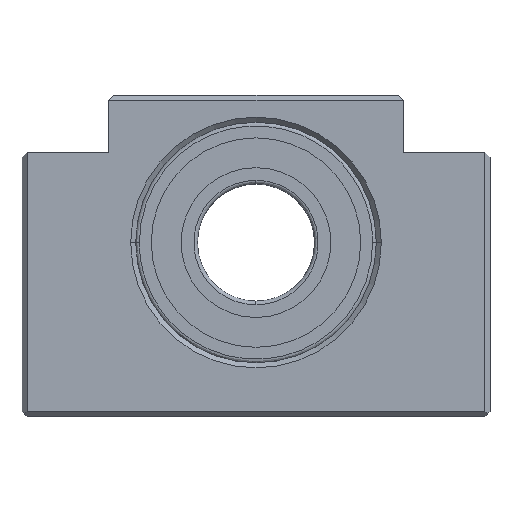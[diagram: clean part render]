
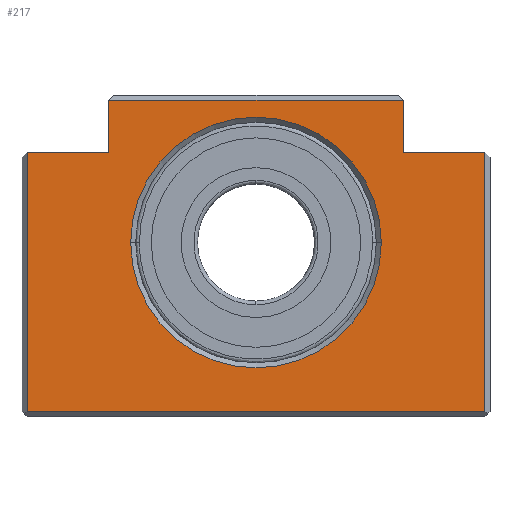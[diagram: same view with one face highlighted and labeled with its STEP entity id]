
A CAD part, top view. The second image highlights one B-rep face of the part: STEP entity #217.
In plain terms, the highlighted planar face has unit normal (0, 0, 1).
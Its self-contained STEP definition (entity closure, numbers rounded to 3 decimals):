
#88 = LINE ( 'NONE', #3469, #105 ) ;
#105 = VECTOR ( 'NONE', #3072, 1000. ) ;
#134 = LINE ( 'NONE', #3516, #2494 ) ;
#138 = VERTEX_POINT ( 'NONE', #2671 ) ;
#178 = CARTESIAN_POINT ( 'NONE',  ( 0., 0., 0. ) ) ;
#217 = ADVANCED_FACE ( 'NONE', ( #2084, #1887 ), #566, .F. ) ;
#231 = VERTEX_POINT ( 'NONE', #1235 ) ;
#252 = EDGE_CURVE ( 'NONE', #3287, #1062, #1226, .T. ) ;
#320 = EDGE_CURVE ( 'NONE', #881, #1628, #2039, .T. ) ;
#347 = EDGE_CURVE ( 'NONE', #1062, #3287, #374, .T. ) ;
#374 = CIRCLE ( 'NONE', #1225, 37.5 ) ;
#379 = DIRECTION ( 'NONE',  ( 1., 0., 0. ) ) ;
#487 = DIRECTION ( 'NONE',  ( -1., 0., 0. ) ) ;
#498 = EDGE_CURVE ( 'NONE', #138, #231, #134, .T. ) ;
#555 = VECTOR ( 'NONE', #1260, 1000. ) ;
#566 = PLANE ( 'NONE',  #2382 ) ;
#702 = ORIENTED_EDGE ( 'NONE', *, *, #347, .T. ) ;
#759 = CARTESIAN_POINT ( 'NONE',  ( 68.5, -50.5, 0. ) ) ;
#859 = VERTEX_POINT ( 'NONE', #3577 ) ;
#873 = CARTESIAN_POINT ( 'NONE',  ( -42.5, 42.5, 0. ) ) ;
#881 = VERTEX_POINT ( 'NONE', #1254 ) ;
#885 = EDGE_CURVE ( 'NONE', #231, #3291, #1641, .T. ) ;
#945 = VERTEX_POINT ( 'NONE', #3691 ) ;
#1035 = VECTOR ( 'NONE', #2540, 1000. ) ;
#1062 = VERTEX_POINT ( 'NONE', #1096 ) ;
#1096 = CARTESIAN_POINT ( 'NONE',  ( -37.5, 0., 0. ) ) ;
#1144 = LINE ( 'NONE', #759, #1189 ) ;
#1189 = VECTOR ( 'NONE', #379, 1000. ) ;
#1225 = AXIS2_PLACEMENT_3D ( 'NONE', #3007, #2248, #1858 ) ;
#1226 = CIRCLE ( 'NONE', #3347, 37.5 ) ;
#1235 = CARTESIAN_POINT ( 'NONE',  ( 44., 42.5, 0. ) ) ;
#1254 = CARTESIAN_POINT ( 'NONE',  ( -44., 27., 0. ) ) ;
#1260 = DIRECTION ( 'NONE',  ( -1., 0., 0. ) ) ;
#1448 = EDGE_LOOP ( 'NONE', ( #2859, #2027, #3405, #3699, #3197, #2988, #1816, #3607 ) ) ;
#1568 = CARTESIAN_POINT ( 'NONE',  ( 68.5, -50.5, 0. ) ) ;
#1608 = CARTESIAN_POINT ( 'NONE',  ( -68.5, 27., 0. ) ) ;
#1628 = VERTEX_POINT ( 'NONE', #1608 ) ;
#1641 = LINE ( 'NONE', #873, #1870 ) ;
#1646 = CARTESIAN_POINT ( 'NONE',  ( -68.5, 27., 0. ) ) ;
#1816 = ORIENTED_EDGE ( 'NONE', *, *, #885, .T. ) ;
#1858 = DIRECTION ( 'NONE',  ( -1., 0., 0. ) ) ;
#1870 = VECTOR ( 'NONE', #487, 1000. ) ;
#1887 = FACE_OUTER_BOUND ( 'NONE', #1448, .T. ) ;
#1936 = EDGE_LOOP ( 'NONE', ( #2176, #702 ) ) ;
#2015 = DIRECTION ( 'NONE',  ( 0., -1., 0. ) ) ;
#2016 = EDGE_CURVE ( 'NONE', #3291, #881, #2772, .T. ) ;
#2027 = ORIENTED_EDGE ( 'NONE', *, *, #2572, .T. ) ;
#2039 = LINE ( 'NONE', #1646, #555 ) ;
#2084 = FACE_BOUND ( 'NONE', #1936, .T. ) ;
#2168 = DIRECTION ( 'NONE',  ( 0., -1., 0. ) ) ;
#2176 = ORIENTED_EDGE ( 'NONE', *, *, #252, .T. ) ;
#2183 = VECTOR ( 'NONE', #2015, 1000. ) ;
#2222 = DIRECTION ( 'NONE',  ( -1., 0., 0. ) ) ;
#2248 = DIRECTION ( 'NONE',  ( 0., 0., -1. ) ) ;
#2382 = AXIS2_PLACEMENT_3D ( 'NONE', #178, #3560, #3171 ) ;
#2402 = CARTESIAN_POINT ( 'NONE',  ( -44., 42.5, 0. ) ) ;
#2494 = VECTOR ( 'NONE', #3124, 1000. ) ;
#2540 = DIRECTION ( 'NONE',  ( 0., 1., 0. ) ) ;
#2563 = CARTESIAN_POINT ( 'NONE',  ( -68.5, -50.5, 0. ) ) ;
#2572 = EDGE_CURVE ( 'NONE', #1628, #859, #2937, .T. ) ;
#2607 = DIRECTION ( 'NONE',  ( 0., 0., -1. ) ) ;
#2647 = CARTESIAN_POINT ( 'NONE',  ( -44., 42.5, 0. ) ) ;
#2671 = CARTESIAN_POINT ( 'NONE',  ( 44., 27., 0. ) ) ;
#2772 = LINE ( 'NONE', #2402, #2183 ) ;
#2803 = EDGE_CURVE ( 'NONE', #859, #3565, #1144, .T. ) ;
#2859 = ORIENTED_EDGE ( 'NONE', *, *, #320, .T. ) ;
#2916 = CARTESIAN_POINT ( 'NONE',  ( 68.5, 25.5, 0. ) ) ;
#2937 = LINE ( 'NONE', #2563, #3309 ) ;
#2984 = CARTESIAN_POINT ( 'NONE',  ( 0., 0., 0. ) ) ;
#2988 = ORIENTED_EDGE ( 'NONE', *, *, #498, .T. ) ;
#3007 = CARTESIAN_POINT ( 'NONE',  ( 0., 0., 0. ) ) ;
#3072 = DIRECTION ( 'NONE',  ( -1., 0., 0. ) ) ;
#3124 = DIRECTION ( 'NONE',  ( 0., 1., 0. ) ) ;
#3171 = DIRECTION ( 'NONE',  ( -1., 0., 0. ) ) ;
#3197 = ORIENTED_EDGE ( 'NONE', *, *, #3443, .T. ) ;
#3231 = EDGE_CURVE ( 'NONE', #3565, #945, #3306, .T. ) ;
#3287 = VERTEX_POINT ( 'NONE', #3423 ) ;
#3291 = VERTEX_POINT ( 'NONE', #2647 ) ;
#3306 = LINE ( 'NONE', #2916, #1035 ) ;
#3309 = VECTOR ( 'NONE', #2168, 1000. ) ;
#3347 = AXIS2_PLACEMENT_3D ( 'NONE', #2984, #2607, #2222 ) ;
#3405 = ORIENTED_EDGE ( 'NONE', *, *, #2803, .T. ) ;
#3423 = CARTESIAN_POINT ( 'NONE',  ( 37.5, 0., 0. ) ) ;
#3443 = EDGE_CURVE ( 'NONE', #945, #138, #88, .T. ) ;
#3469 = CARTESIAN_POINT ( 'NONE',  ( 44., 27., 0. ) ) ;
#3516 = CARTESIAN_POINT ( 'NONE',  ( 44., 42.5, 0. ) ) ;
#3560 = DIRECTION ( 'NONE',  ( 0., 0., -1. ) ) ;
#3565 = VERTEX_POINT ( 'NONE', #1568 ) ;
#3577 = CARTESIAN_POINT ( 'NONE',  ( -68.5, -50.5, 0. ) ) ;
#3607 = ORIENTED_EDGE ( 'NONE', *, *, #2016, .T. ) ;
#3691 = CARTESIAN_POINT ( 'NONE',  ( 68.5, 27., 0. ) ) ;
#3699 = ORIENTED_EDGE ( 'NONE', *, *, #3231, .T. ) ;
